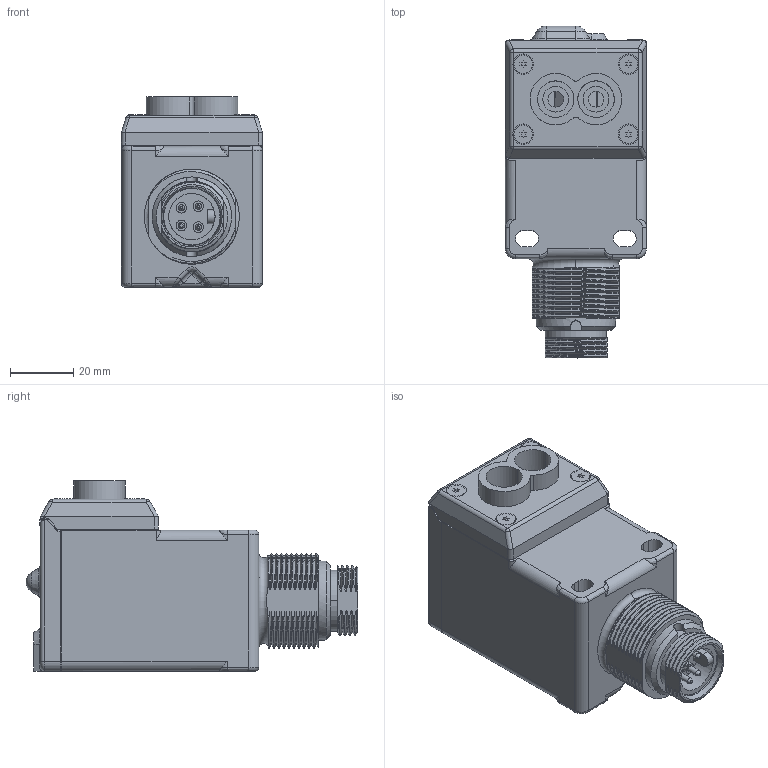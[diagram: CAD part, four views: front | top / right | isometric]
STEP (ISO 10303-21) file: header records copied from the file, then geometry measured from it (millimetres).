
FILE_DESCRIPTION((''),'2;1');
FILE_NAME('156703_ASM','2015-10-02T',('pdmadmin'),(''),'PRO/ENGINEER BY PARAMETRIC TECHNOLOGY CORPORATION, 2013230','PRO/ENGINEER BY PARAMETRIC TECHNOLOGY CORPORATION, 2013230','');
FILE_SCHEMA(('CONFIG_CONTROL_DESIGN'));
Products named in the file (13): 128327; 34619; 14840; 35813; 126238_ASM; 35038; 08279; 08280; 08787; 62332; 4PIN_CONNECTOR_ASM; 51294; 156703_ASM
Assembly tree (17 placements, depth 3):
  156703_ASM
    128327
    126238_ASM
      34619
      14840
      35813
    35038
    4PIN_CONNECTOR_ASM
      08279
      08280  x3
      08787
      62332
    51294  x4
Bounding box: 44.53 x 104.65 x 60 mm (x, y, z)
Volume: 74522.4 mm3; surface area: 53555.4 mm2
Topology: 15 solids, 15 shells, 1178 faces, 2951 edges, 1834 vertices
Faces by surface type: cylinder 414, plane 405, bspline 186, cone 88, torus 50, sphere 35
Entity records: 59500 total; most frequent: CARTESIAN_POINT 34373, ORIENTED_EDGE 5438, DIRECTION 4750, EDGE_CURVE 2719, VERTEX_POINT 1700, AXIS2_PLACEMENT_3D 1682, VECTOR 1386, LINE 1386
